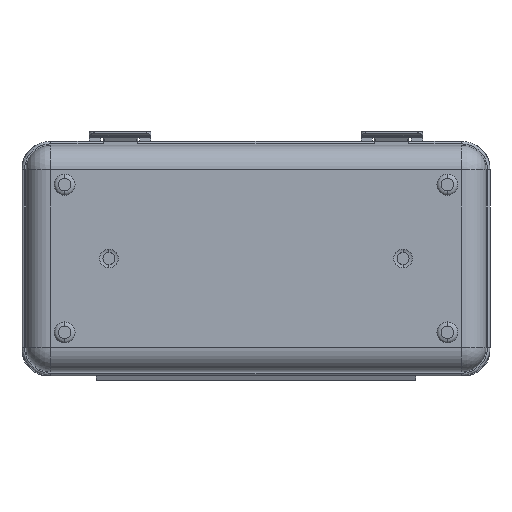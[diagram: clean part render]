
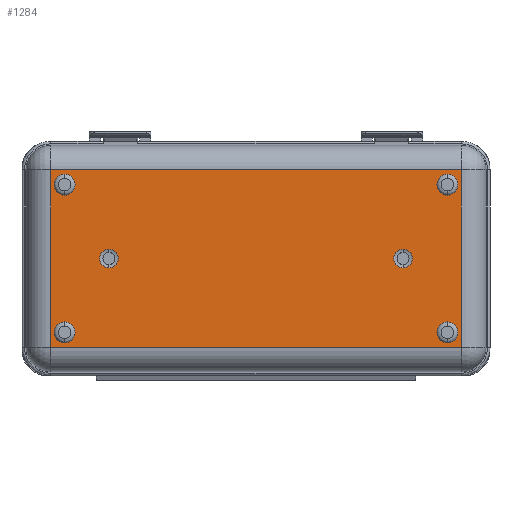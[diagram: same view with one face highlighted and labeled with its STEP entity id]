
A CAD part, front view. The second image highlights one B-rep face of the part: STEP entity #1284.
In plain terms, the highlighted planar face has unit normal (0, -1, 0).
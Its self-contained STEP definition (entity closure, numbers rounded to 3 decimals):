
#18 = CARTESIAN_POINT ( 'NONE',  ( -77.75, -55., -30. ) ) ;
#52 = DIRECTION ( 'NONE',  ( 0., -1., 0. ) ) ;
#123 = CARTESIAN_POINT ( 'NONE',  ( -59.75, -55., 0. ) ) ;
#282 = CIRCLE ( 'NONE', #4967, 3.75 ) ;
#342 = CARTESIAN_POINT ( 'NONE',  ( 77.75, -55., -30. ) ) ;
#349 = DIRECTION ( 'NONE',  ( 0., 0., -1. ) ) ;
#385 = EDGE_CURVE ( 'NONE', #755, #5004, #904, .T. ) ;
#510 = EDGE_LOOP ( 'NONE', ( #6966, #677 ) ) ;
#535 = CARTESIAN_POINT ( 'NONE',  ( 59.75, -55., -3.75 ) ) ;
#677 = ORIENTED_EDGE ( 'NONE', *, *, #4102, .F. ) ;
#728 = FACE_BOUND ( 'NONE', #4358, .T. ) ;
#746 = VERTEX_POINT ( 'NONE', #1474 ) ;
#753 = DIRECTION ( 'NONE',  ( 0., 0., 1. ) ) ;
#755 = VERTEX_POINT ( 'NONE', #1523 ) ;
#762 = FACE_BOUND ( 'NONE', #3716, .T. ) ;
#764 = DIRECTION ( 'NONE',  ( 0., 0., -1. ) ) ;
#797 = FACE_BOUND ( 'NONE', #7128, .T. ) ;
#812 = AXIS2_PLACEMENT_3D ( 'NONE', #956, #3439, #4109 ) ;
#855 = CARTESIAN_POINT ( 'NONE',  ( 83.5, -55., -36. ) ) ;
#894 = LINE ( 'NONE', #855, #7557 ) ;
#904 = LINE ( 'NONE', #6026, #7362 ) ;
#908 = CARTESIAN_POINT ( 'NONE',  ( 77.75, -55., 25.75 ) ) ;
#924 = CARTESIAN_POINT ( 'NONE',  ( -77.75, -55., -25.75 ) ) ;
#956 = CARTESIAN_POINT ( 'NONE',  ( 77.75, -55., -30. ) ) ;
#1013 = DIRECTION ( 'NONE',  ( 0., 0., -1. ) ) ;
#1046 = EDGE_CURVE ( 'NONE', #6396, #1414, #6400, .T. ) ;
#1077 = AXIS2_PLACEMENT_3D ( 'NONE', #2511, #2554, #764 ) ;
#1084 = DIRECTION ( 'NONE',  ( 0., 0., -1. ) ) ;
#1088 = VECTOR ( 'NONE', #753, 1000. ) ;
#1184 = VERTEX_POINT ( 'NONE', #3320 ) ;
#1243 = ORIENTED_EDGE ( 'NONE', *, *, #6935, .T. ) ;
#1257 = VERTEX_POINT ( 'NONE', #3987 ) ;
#1284 = ADVANCED_FACE ( 'NONE', ( #6478, #6553, #5879, #728, #762, #797, #4574 ), #5973, .T. ) ;
#1360 = DIRECTION ( 'NONE',  ( 0., -1., 0. ) ) ;
#1365 = DIRECTION ( 'NONE',  ( 0., 0., -1. ) ) ;
#1375 = ORIENTED_EDGE ( 'NONE', *, *, #6425, .F. ) ;
#1392 = DIRECTION ( 'NONE',  ( 0., 0., -1. ) ) ;
#1414 = VERTEX_POINT ( 'NONE', #924 ) ;
#1474 = CARTESIAN_POINT ( 'NONE',  ( 77.75, -55., -34.25 ) ) ;
#1523 = CARTESIAN_POINT ( 'NONE',  ( 83.5, -55., 36. ) ) ;
#1527 = DIRECTION ( 'NONE',  ( 0., 0., -1. ) ) ;
#1585 = EDGE_CURVE ( 'NONE', #5004, #5141, #3755, .T. ) ;
#1652 = CIRCLE ( 'NONE', #6340, 4.25 ) ;
#1835 = ORIENTED_EDGE ( 'NONE', *, *, #7845, .F. ) ;
#1911 = ORIENTED_EDGE ( 'NONE', *, *, #1046, .F. ) ;
#1954 = VERTEX_POINT ( 'NONE', #3747 ) ;
#2025 = CARTESIAN_POINT ( 'NONE',  ( -77.75, -55., -34.25 ) ) ;
#2059 = DIRECTION ( 'NONE',  ( 0., -1., 0. ) ) ;
#2151 = DIRECTION ( 'NONE',  ( 0., -1., 0. ) ) ;
#2208 = EDGE_CURVE ( 'NONE', #8110, #6752, #6836, .T. ) ;
#2249 = ORIENTED_EDGE ( 'NONE', *, *, #4747, .T. ) ;
#2360 = EDGE_CURVE ( 'NONE', #4154, #5681, #7780, .T. ) ;
#2389 = CARTESIAN_POINT ( 'NONE',  ( 77.75, -55., 34.25 ) ) ;
#2404 = AXIS2_PLACEMENT_3D ( 'NONE', #5158, #2759, #5960 ) ;
#2511 = CARTESIAN_POINT ( 'NONE',  ( -77.75, -55., 30. ) ) ;
#2554 = DIRECTION ( 'NONE',  ( 0., -1., 0. ) ) ;
#2639 = EDGE_LOOP ( 'NONE', ( #2249, #8133, #7757, #1243 ) ) ;
#2649 = ORIENTED_EDGE ( 'NONE', *, *, #7481, .F. ) ;
#2712 = CIRCLE ( 'NONE', #7001, 4.25 ) ;
#2747 = VERTEX_POINT ( 'NONE', #7999 ) ;
#2759 = DIRECTION ( 'NONE',  ( 0., -1., 0. ) ) ;
#3320 = CARTESIAN_POINT ( 'NONE',  ( 77.75, -55., -25.75 ) ) ;
#3439 = DIRECTION ( 'NONE',  ( 0., -1., 0. ) ) ;
#3454 = DIRECTION ( 'NONE',  ( 1., 0., 0. ) ) ;
#3490 = DIRECTION ( 'NONE',  ( 0., -1., 0. ) ) ;
#3579 = ORIENTED_EDGE ( 'NONE', *, *, #4304, .F. ) ;
#3608 = CARTESIAN_POINT ( 'NONE',  ( -77.75, -55., 30. ) ) ;
#3616 = CARTESIAN_POINT ( 'NONE',  ( 59.75, -55., 0. ) ) ;
#3650 = DIRECTION ( 'NONE',  ( 0., 0., -1. ) ) ;
#3716 = EDGE_LOOP ( 'NONE', ( #7803, #4631 ) ) ;
#3736 = CARTESIAN_POINT ( 'NONE',  ( -77.75, -55., -30. ) ) ;
#3747 = CARTESIAN_POINT ( 'NONE',  ( -77.75, -55., 34.25 ) ) ;
#3755 = LINE ( 'NONE', #6946, #7887 ) ;
#3793 = CIRCLE ( 'NONE', #6759, 4.25 ) ;
#3800 = ORIENTED_EDGE ( 'NONE', *, *, #7335, .F. ) ;
#3826 = CARTESIAN_POINT ( 'NONE',  ( -59.75, -55., 0. ) ) ;
#3908 = DIRECTION ( 'NONE',  ( 0., 0., 1. ) ) ;
#3957 = CARTESIAN_POINT ( 'NONE',  ( -77.75, -55., 25.75 ) ) ;
#3987 = CARTESIAN_POINT ( 'NONE',  ( -59.75, -55., 3.75 ) ) ;
#4005 = ORIENTED_EDGE ( 'NONE', *, *, #2360, .F. ) ;
#4102 = EDGE_CURVE ( 'NONE', #6955, #1954, #6191, .T. ) ;
#4109 = DIRECTION ( 'NONE',  ( 0., 0., -1. ) ) ;
#4154 = VERTEX_POINT ( 'NONE', #2389 ) ;
#4183 = CARTESIAN_POINT ( 'NONE',  ( 83.5, -55., -36. ) ) ;
#4295 = CARTESIAN_POINT ( 'NONE',  ( -83.5, -55., -36. ) ) ;
#4304 = EDGE_CURVE ( 'NONE', #2747, #1257, #282, .T. ) ;
#4305 = CIRCLE ( 'NONE', #1077, 4.25 ) ;
#4328 = EDGE_CURVE ( 'NONE', #1954, #6955, #4305, .T. ) ;
#4358 = EDGE_LOOP ( 'NONE', ( #1375, #1911 ) ) ;
#4559 = CARTESIAN_POINT ( 'NONE',  ( 83.5, -55., 36. ) ) ;
#4574 = FACE_OUTER_BOUND ( 'NONE', #2639, .T. ) ;
#4631 = ORIENTED_EDGE ( 'NONE', *, *, #2208, .F. ) ;
#4747 = EDGE_CURVE ( 'NONE', #5705, #755, #5701, .T. ) ;
#4781 = ORIENTED_EDGE ( 'NONE', *, *, #5362, .F. ) ;
#4791 = DIRECTION ( 'NONE',  ( 0., -1., 0. ) ) ;
#4835 = EDGE_LOOP ( 'NONE', ( #4781, #2649 ) ) ;
#4967 = AXIS2_PLACEMENT_3D ( 'NONE', #3826, #2059, #3908 ) ;
#5004 = VERTEX_POINT ( 'NONE', #7281 ) ;
#5052 = AXIS2_PLACEMENT_3D ( 'NONE', #3736, #6965, #5122 ) ;
#5122 = DIRECTION ( 'NONE',  ( 0., 0., -1. ) ) ;
#5141 = VERTEX_POINT ( 'NONE', #4295 ) ;
#5158 = CARTESIAN_POINT ( 'NONE',  ( 77.75, -55., 30. ) ) ;
#5241 = DIRECTION ( 'NONE',  ( 0., -1., 0. ) ) ;
#5348 = CARTESIAN_POINT ( 'NONE',  ( 59.75, -55., 0. ) ) ;
#5362 = EDGE_CURVE ( 'NONE', #1184, #746, #7246, .T. ) ;
#5538 = DIRECTION ( 'NONE',  ( 0., -1., 0. ) ) ;
#5681 = VERTEX_POINT ( 'NONE', #908 ) ;
#5701 = LINE ( 'NONE', #4559, #1088 ) ;
#5705 = VERTEX_POINT ( 'NONE', #4183 ) ;
#5761 = AXIS2_PLACEMENT_3D ( 'NONE', #5348, #2151, #1527 ) ;
#5879 = FACE_BOUND ( 'NONE', #510, .T. ) ;
#5960 = DIRECTION ( 'NONE',  ( 0., 0., -1. ) ) ;
#5973 = PLANE ( 'NONE',  #7532 ) ;
#6026 = CARTESIAN_POINT ( 'NONE',  ( -83.5, -55., 36. ) ) ;
#6191 = CIRCLE ( 'NONE', #7251, 4.25 ) ;
#6224 = CIRCLE ( 'NONE', #6887, 3.75 ) ;
#6340 = AXIS2_PLACEMENT_3D ( 'NONE', #18, #1360, #8140 ) ;
#6396 = VERTEX_POINT ( 'NONE', #2025 ) ;
#6400 = CIRCLE ( 'NONE', #5052, 4.25 ) ;
#6425 = EDGE_CURVE ( 'NONE', #1414, #6396, #1652, .T. ) ;
#6478 = FACE_BOUND ( 'NONE', #4835, .T. ) ;
#6553 = FACE_BOUND ( 'NONE', #6915, .T. ) ;
#6607 = AXIS2_PLACEMENT_3D ( 'NONE', #123, #5241, #7806 ) ;
#6729 = CARTESIAN_POINT ( 'NONE',  ( 77.75, -55., 30. ) ) ;
#6752 = VERTEX_POINT ( 'NONE', #7408 ) ;
#6759 = AXIS2_PLACEMENT_3D ( 'NONE', #6729, #4791, #349 ) ;
#6800 = DIRECTION ( 'NONE',  ( 0., -1., 0. ) ) ;
#6836 = CIRCLE ( 'NONE', #5761, 3.75 ) ;
#6887 = AXIS2_PLACEMENT_3D ( 'NONE', #3616, #3490, #1013 ) ;
#6915 = EDGE_LOOP ( 'NONE', ( #4005, #1835 ) ) ;
#6935 = EDGE_CURVE ( 'NONE', #5141, #5705, #894, .T. ) ;
#6946 = CARTESIAN_POINT ( 'NONE',  ( -83.5, -55., -36. ) ) ;
#6955 = VERTEX_POINT ( 'NONE', #3957 ) ;
#6965 = DIRECTION ( 'NONE',  ( 0., -1., 0. ) ) ;
#6966 = ORIENTED_EDGE ( 'NONE', *, *, #4328, .F. ) ;
#7001 = AXIS2_PLACEMENT_3D ( 'NONE', #342, #6800, #1084 ) ;
#7128 = EDGE_LOOP ( 'NONE', ( #3579, #3800 ) ) ;
#7178 = CARTESIAN_POINT ( 'NONE',  ( 0., -55., 0. ) ) ;
#7246 = CIRCLE ( 'NONE', #812, 4.25 ) ;
#7251 = AXIS2_PLACEMENT_3D ( 'NONE', #3608, #5538, #3650 ) ;
#7281 = CARTESIAN_POINT ( 'NONE',  ( -83.5, -55., 36. ) ) ;
#7328 = DIRECTION ( 'NONE',  ( -1., 0., 0. ) ) ;
#7335 = EDGE_CURVE ( 'NONE', #1257, #2747, #8079, .T. ) ;
#7362 = VECTOR ( 'NONE', #7328, 1000. ) ;
#7408 = CARTESIAN_POINT ( 'NONE',  ( 59.75, -55., 3.75 ) ) ;
#7481 = EDGE_CURVE ( 'NONE', #746, #1184, #2712, .T. ) ;
#7532 = AXIS2_PLACEMENT_3D ( 'NONE', #7178, #52, #1392 ) ;
#7557 = VECTOR ( 'NONE', #3454, 1000. ) ;
#7757 = ORIENTED_EDGE ( 'NONE', *, *, #1585, .T. ) ;
#7780 = CIRCLE ( 'NONE', #2404, 4.25 ) ;
#7803 = ORIENTED_EDGE ( 'NONE', *, *, #7821, .F. ) ;
#7806 = DIRECTION ( 'NONE',  ( 0., 0., 1. ) ) ;
#7821 = EDGE_CURVE ( 'NONE', #6752, #8110, #6224, .T. ) ;
#7845 = EDGE_CURVE ( 'NONE', #5681, #4154, #3793, .T. ) ;
#7887 = VECTOR ( 'NONE', #1365, 1000. ) ;
#7999 = CARTESIAN_POINT ( 'NONE',  ( -59.75, -55., -3.75 ) ) ;
#8079 = CIRCLE ( 'NONE', #6607, 3.75 ) ;
#8110 = VERTEX_POINT ( 'NONE', #535 ) ;
#8133 = ORIENTED_EDGE ( 'NONE', *, *, #385, .T. ) ;
#8140 = DIRECTION ( 'NONE',  ( 0., 0., -1. ) ) ;
